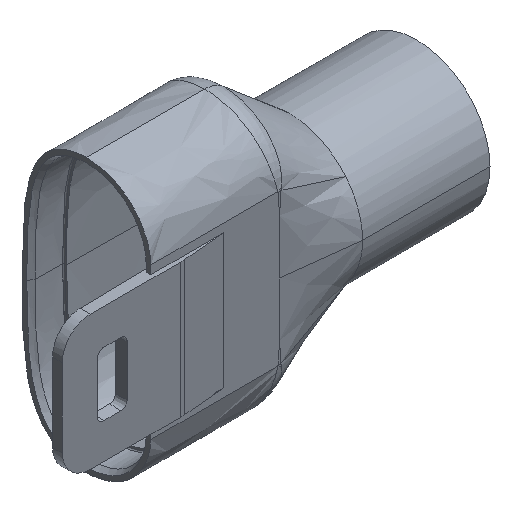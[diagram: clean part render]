
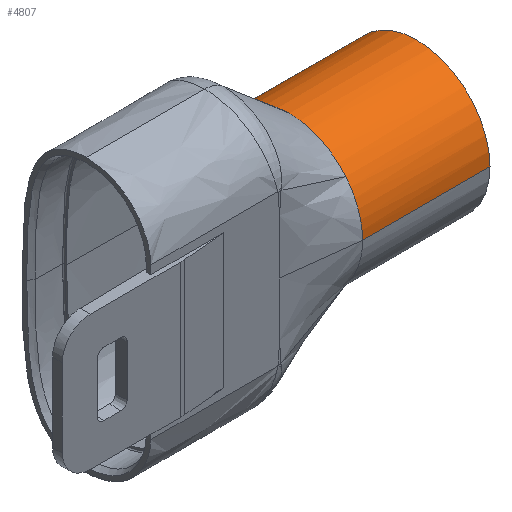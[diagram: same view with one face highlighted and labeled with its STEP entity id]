
A CAD part, isometric view. The second image highlights one B-rep face of the part: STEP entity #4807.
In plain terms, the highlighted cylindrical face has radius 13.085 mm (diameter 26.17 mm), a partial arc.
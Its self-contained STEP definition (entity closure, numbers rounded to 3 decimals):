
#871=CARTESIAN_POINT('',(36.248,0.,0.));
#872=DIRECTION('',(1.,0.,0.));
#873=DIRECTION('',(0.,0.,1.));
#874=AXIS2_PLACEMENT_3D('',#871,#872,#873);
#899=CARTESIAN_POINT('',(36.248,0.,0.));
#900=DIRECTION('',(1.,0.,0.));
#901=DIRECTION('',(0.,1.,0.));
#902=AXIS2_PLACEMENT_3D('',#899,#900,#901);
#904=CARTESIAN_POINT('',(36.248,0.,0.));
#905=DIRECTION('',(1.,0.,0.));
#906=DIRECTION('',(0.,0.951,0.309));
#907=AXIS2_PLACEMENT_3D('',#904,#905,#906);
#1142=CARTESIAN_POINT('',(36.248,0.,0.));
#1143=DIRECTION('',(1.,0.,0.));
#1144=DIRECTION('',(0.,-0.77,0.638));
#1145=AXIS2_PLACEMENT_3D('',#1142,#1143,#1144);
#1147=CARTESIAN_POINT('',(36.248,0.,0.));
#1148=DIRECTION('',(1.,0.,0.));
#1149=DIRECTION('',(0.,-0.941,0.339));
#1150=AXIS2_PLACEMENT_3D('',#1147,#1148,#1149);
#1156=CARTESIAN_POINT('',(59.,0.,0.));
#1157=DIRECTION('',(1.,0.,0.));
#1158=DIRECTION('',(0.,1.,0.));
#1159=AXIS2_PLACEMENT_3D('',#1156,#1157,#1158);
#1161=DIRECTION('',(-1.,0.,0.));
#1162=VECTOR('',#1161,22.752);
#1163=CARTESIAN_POINT('',(59.,-13.085,0.));
#1164=LINE('1322',#1163,#1162);
#1170=DIRECTION('',(-1.,0.,0.));
#1171=VECTOR('',#1170,22.752);
#1172=CARTESIAN_POINT('',(59.,13.085,0.));
#1173=LINE('1321',#1172,#1171);
#2004=CARTESIAN_POINT('',(59.,13.085,0.));
#2005=CARTESIAN_POINT('',(59.,-13.085,0.));
#2006=VERTEX_POINT('',#2004);
#2007=VERTEX_POINT('',#2005);
#2032=CARTESIAN_POINT('',(36.248,13.085,0.));
#2033=CARTESIAN_POINT('',(36.248,12.445,4.042));
#2034=VERTEX_POINT('',#2032);
#2035=VERTEX_POINT('',#2033);
#2036=CARTESIAN_POINT('',(36.248,0.,13.085));
#2037=VERTEX_POINT('',#2036);
#2038=CARTESIAN_POINT('',(36.248,-10.077,8.346));
#2039=VERTEX_POINT('',#2038);
#2040=CARTESIAN_POINT('',(36.248,-12.31,4.436));
#2041=VERTEX_POINT('',#2040);
#2042=CARTESIAN_POINT('',(36.248,-13.085,0.));
#2043=VERTEX_POINT('',#2042);
#4789=CARTESIAN_POINT('',(33.8,0.,0.));
#4790=DIRECTION('',(1.,0.,0.));
#4791=DIRECTION('',(0.,-1.,0.));
#4792=AXIS2_PLACEMENT_3D('',#4789,#4790,#4791);
#4793=CYLINDRICAL_SURFACE('764',#4792,13.085);
#4794=ORIENTED_EDGE('1309',*,*,#4088,.F.);
#4796=ORIENTED_EDGE('1321',*,*,#4795,.F.);
#4798=ORIENTED_EDGE('765',*,*,#4797,.T.);
#4800=ORIENTED_EDGE('1322',*,*,#4799,.T.);
#4801=ORIENTED_EDGE('1313',*,*,#4782,.F.);
#4802=ORIENTED_EDGE('1312',*,*,#4780,.F.);
#4803=ORIENTED_EDGE('1311',*,*,#4046,.F.);
#4804=ORIENTED_EDGE('1310',*,*,#4090,.F.);
#4805=EDGE_LOOP('764',(#4794,#4796,#4798,#4800,#4801,#4802,#4803,#4804));
#4806=FACE_OUTER_BOUND('764',#4805,.F.);
#4807=ADVANCED_FACE('764',(#4806),#4793,.T.);
#875=CIRCLE('1311',#874,13.085);
#903=CIRCLE('1309',#902,13.085);
#908=CIRCLE('1310',#907,13.085);
#1146=CIRCLE('1312',#1145,13.085);
#1151=CIRCLE('1313',#1150,13.085);
#1160=CIRCLE('765',#1159,13.085);
#4046=EDGE_CURVE('1311',#2037,#2039,#875,.T.);
#4088=EDGE_CURVE('1309',#2034,#2035,#903,.T.);
#4090=EDGE_CURVE('1310',#2035,#2037,#908,.T.);
#4780=EDGE_CURVE('1312',#2039,#2041,#1146,.T.);
#4782=EDGE_CURVE('1313',#2041,#2043,#1151,.T.);
#4795=EDGE_CURVE('1321',#2006,#2034,#1173,.T.);
#4797=EDGE_CURVE('765',#2006,#2007,#1160,.T.);
#4799=EDGE_CURVE('1322',#2007,#2043,#1164,.T.);
